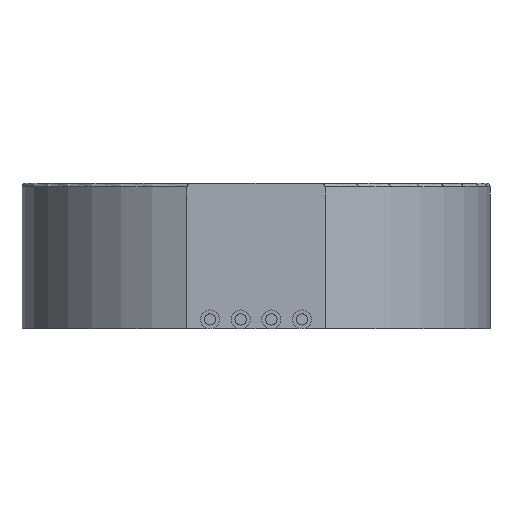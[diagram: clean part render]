
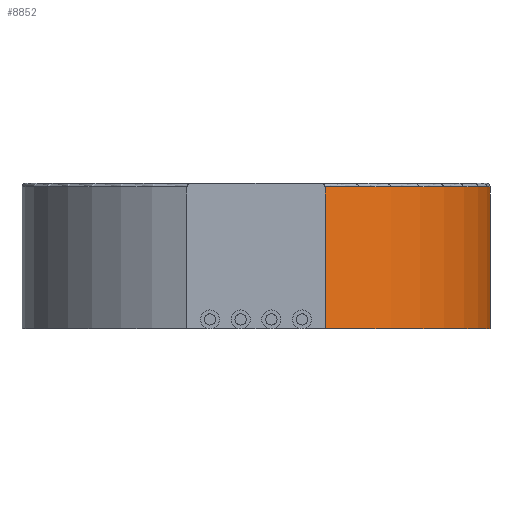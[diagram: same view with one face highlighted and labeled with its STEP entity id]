
A CAD part, front view. The second image highlights one B-rep face of the part: STEP entity #8852.
In plain terms, the highlighted cylindrical face has radius 15.25 mm (diameter 30.5 mm), a partial arc.
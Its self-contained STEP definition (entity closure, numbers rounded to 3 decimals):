
#228 = DIRECTION ( 'NONE',  ( 0., 0., 1. ) ) ;
#314 = CARTESIAN_POINT ( 'NONE',  ( 15.25, 0., -0.25 ) ) ;
#518 = ORIENTED_EDGE ( 'NONE', *, *, #15042, .T. ) ;
#527 = ORIENTED_EDGE ( 'NONE', *, *, #6461, .F. ) ;
#1252 = ORIENTED_EDGE ( 'NONE', *, *, #6289, .T. ) ;
#1305 = AXIS2_PLACEMENT_3D ( 'NONE', #7369, #16856, #2570 ) ;
#1891 = CARTESIAN_POINT ( 'NONE',  ( 4.5, -14.571, -0.25 ) ) ;
#2472 = CIRCLE ( 'NONE', #16155, 15.25 ) ;
#2490 = EDGE_LOOP ( 'NONE', ( #1252, #18116, #518, #527 ) ) ;
#2570 = DIRECTION ( 'NONE',  ( 1., 0., 0. ) ) ;
#3411 = CARTESIAN_POINT ( 'NONE',  ( 0., 0., -0.25 ) ) ;
#3661 = EDGE_CURVE ( 'NONE', #3703, #12387, #14212, .T. ) ;
#3703 = VERTEX_POINT ( 'NONE', #19127 ) ;
#3855 = DIRECTION ( 'NONE',  ( 0., 0., 1. ) ) ;
#5488 = CARTESIAN_POINT ( 'NONE',  ( 0., 0., -9.5 ) ) ;
#5542 = CIRCLE ( 'NONE', #11716, 15.25 ) ;
#6289 = EDGE_CURVE ( 'NONE', #11380, #3703, #2472, .T. ) ;
#6461 = EDGE_CURVE ( 'NONE', #11380, #7423, #17940, .T. ) ;
#7369 = CARTESIAN_POINT ( 'NONE',  ( 0., 0., -9.5 ) ) ;
#7423 = VERTEX_POINT ( 'NONE', #1891 ) ;
#8017 = VECTOR ( 'NONE', #228, 1000. ) ;
#8308 = DIRECTION ( 'NONE',  ( 0., 0., -1. ) ) ;
#8852 = ADVANCED_FACE ( 'NONE', ( #18395 ), #13485, .T. ) ;
#9644 = VECTOR ( 'NONE', #11495, 1000. ) ;
#10264 = CARTESIAN_POINT ( 'NONE',  ( 4.5, -14.571, -9.5 ) ) ;
#10719 = CARTESIAN_POINT ( 'NONE',  ( 4.5, -14.571, -9.5 ) ) ;
#11380 = VERTEX_POINT ( 'NONE', #10719 ) ;
#11495 = DIRECTION ( 'NONE',  ( 0., 0., 1. ) ) ;
#11716 = AXIS2_PLACEMENT_3D ( 'NONE', #3411, #8308, #14325 ) ;
#12387 = VERTEX_POINT ( 'NONE', #314 ) ;
#13485 = CYLINDRICAL_SURFACE ( 'NONE', #1305, 15.25 ) ;
#14012 = CARTESIAN_POINT ( 'NONE',  ( 15.25, 0., -9.5 ) ) ;
#14212 = LINE ( 'NONE', #14012, #8017 ) ;
#14325 = DIRECTION ( 'NONE',  ( 1., 0., 0. ) ) ;
#15042 = EDGE_CURVE ( 'NONE', #12387, #7423, #5542, .T. ) ;
#16155 = AXIS2_PLACEMENT_3D ( 'NONE', #5488, #3855, #16195 ) ;
#16195 = DIRECTION ( 'NONE',  ( 1., 0., 0. ) ) ;
#16856 = DIRECTION ( 'NONE',  ( 0., 0., 1. ) ) ;
#17940 = LINE ( 'NONE', #10264, #9644 ) ;
#18116 = ORIENTED_EDGE ( 'NONE', *, *, #3661, .T. ) ;
#18395 = FACE_OUTER_BOUND ( 'NONE', #2490, .T. ) ;
#19127 = CARTESIAN_POINT ( 'NONE',  ( 15.25, 0., -9.5 ) ) ;
